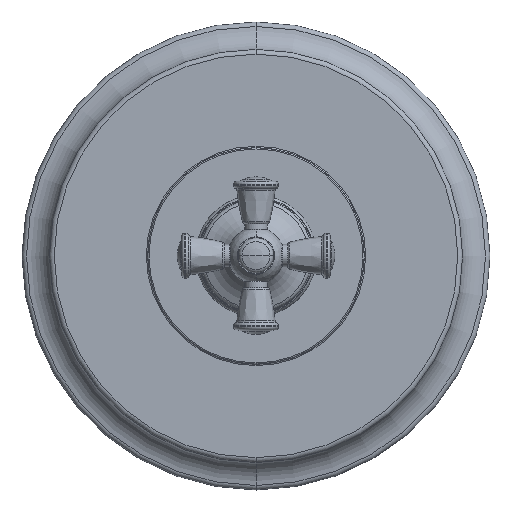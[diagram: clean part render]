
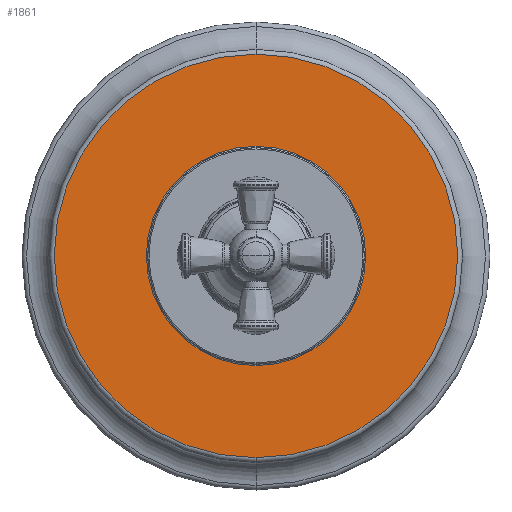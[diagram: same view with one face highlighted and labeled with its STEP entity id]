
A CAD part, top view. The second image highlights one B-rep face of the part: STEP entity #1861.
In plain terms, the highlighted planar face has unit normal (0, 0, 1).
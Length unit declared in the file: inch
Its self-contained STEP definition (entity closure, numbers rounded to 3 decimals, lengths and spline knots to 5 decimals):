
#80=CARTESIAN_POINT('',(0.,0.,0.625));
#81=DIRECTION('',(0.,0.,1.));
#82=DIRECTION('',(0.,1.,0.));
#83=AXIS2_PLACEMENT_3D('',#80,#81,#82);
#85=CARTESIAN_POINT('',(0.,0.,0.625));
#86=DIRECTION('',(0.,0.,-1.));
#87=DIRECTION('',(0.,1.,0.));
#88=AXIS2_PLACEMENT_3D('',#85,#86,#87);
#90=CARTESIAN_POINT('',(0.,0.,0.625));
#91=DIRECTION('',(0.,0.,1.));
#92=DIRECTION('',(0.,-1.,0.));
#93=AXIS2_PLACEMENT_3D('',#90,#91,#92);
#105=CARTESIAN_POINT('',(0.,0.,0.625));
#106=DIRECTION('',(0.,0.,1.));
#107=DIRECTION('',(0.,1.,0.));
#108=AXIS2_PLACEMENT_3D('',#105,#106,#107);
#1430=CARTESIAN_POINT('',(0.,3.233,0.625));
#1431=VERTEX_POINT('',#1430);
#1438=CARTESIAN_POINT('',(0.,-3.233,0.625));
#1439=VERTEX_POINT('',#1438);
#1440=CARTESIAN_POINT('',(0.,-1.75698,0.625));
#1441=CARTESIAN_POINT('',(0.,1.75698,0.625));
#1442=VERTEX_POINT('',#1440);
#1443=VERTEX_POINT('',#1441);
#1846=CARTESIAN_POINT('',(0.,0.,0.625));
#1847=DIRECTION('',(0.,0.,-1.));
#1848=DIRECTION('',(0.,-1.,0.));
#1849=AXIS2_PLACEMENT_3D('',#1846,#1847,#1848);
#1850=PLANE('',#1849);
#1851=ORIENTED_EDGE('',*,*,#1825,.F.);
#1852=ORIENTED_EDGE('',*,*,#1841,.T.);
#1853=EDGE_LOOP('',(#1851,#1852));
#1854=FACE_OUTER_BOUND('',#1853,.F.);
#1856=ORIENTED_EDGE('',*,*,#1855,.T.);
#1858=ORIENTED_EDGE('',*,*,#1857,.T.);
#1859=EDGE_LOOP('',(#1856,#1858));
#1860=FACE_BOUND('',#1859,.F.);
#1861=ADVANCED_FACE('',(#1854,#1860),#1850,.F.);
#84=CIRCLE('',#83,3.233);
#89=CIRCLE('',#88,3.233);
#94=CIRCLE('',#93,1.75698);
#109=CIRCLE('',#108,1.75698);
#1825=EDGE_CURVE('',#1431,#1439,#84,.T.);
#1841=EDGE_CURVE('',#1431,#1439,#89,.T.);
#1855=EDGE_CURVE('',#1442,#1443,#94,.T.);
#1857=EDGE_CURVE('',#1443,#1442,#109,.T.);
